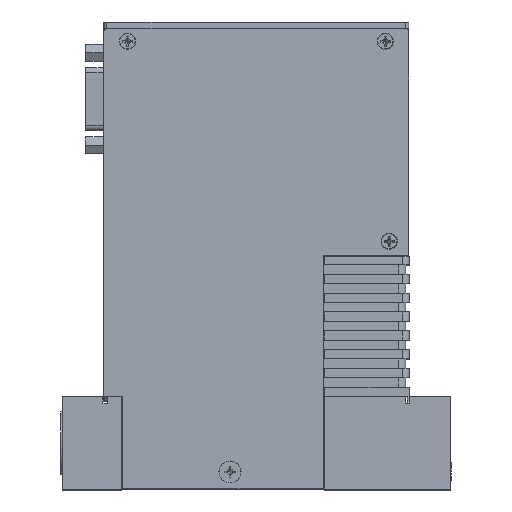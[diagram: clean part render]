
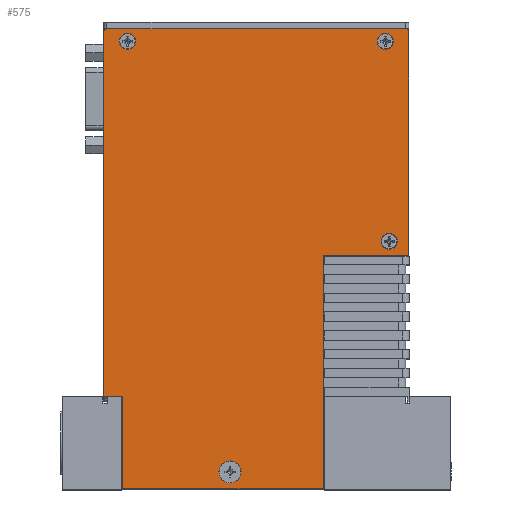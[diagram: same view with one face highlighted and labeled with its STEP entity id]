
A CAD part, top view. The second image highlights one B-rep face of the part: STEP entity #575.
In plain terms, the highlighted planar face has unit normal (0, 0, 1).
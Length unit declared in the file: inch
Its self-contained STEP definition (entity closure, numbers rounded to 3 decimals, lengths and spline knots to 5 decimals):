
#13=DIRECTION('',(0.,1.,0.));
#14=VECTOR('',#13,0.975);
#15=CARTESIAN_POINT('',(0.2,-0.98,0.));
#16=LINE('',#15,#14);
#17=CARTESIAN_POINT('',(0.195,-0.005,0.));
#18=DIRECTION('',(0.,0.,1.));
#19=DIRECTION('',(1.,0.,0.));
#20=AXIS2_PLACEMENT_3D('',#17,#18,#19);
#22=DIRECTION('',(0.,1.,0.));
#23=VECTOR('',#22,3.875);
#24=CARTESIAN_POINT('',(0.,0.,0.));
#25=LINE('',#24,#23);
#26=CARTESIAN_POINT('',(0.035,3.875,0.));
#27=DIRECTION('',(0.,0.,-1.));
#28=DIRECTION('',(-1.,0.,0.));
#29=AXIS2_PLACEMENT_3D('',#26,#27,#28);
#31=DIRECTION('',(1.,0.,0.));
#32=VECTOR('',#31,3.17);
#33=CARTESIAN_POINT('',(0.035,3.91,0.));
#34=LINE('',#33,#32);
#35=CARTESIAN_POINT('',(3.205,3.875,0.));
#36=DIRECTION('',(0.,0.,-1.));
#37=DIRECTION('',(0.,1.,0.));
#38=AXIS2_PLACEMENT_3D('',#35,#36,#37);
#40=DIRECTION('',(-1.,0.,0.));
#41=VECTOR('',#40,0.905);
#42=CARTESIAN_POINT('',(3.24,1.5,0.));
#43=LINE('',#42,#41);
#44=CARTESIAN_POINT('',(2.335,1.495,0.));
#45=DIRECTION('',(0.,0.,1.));
#46=DIRECTION('',(0.,1.,0.));
#47=AXIS2_PLACEMENT_3D('',#44,#45,#46);
#49=DIRECTION('',(-1.,0.,0.));
#50=VECTOR('',#49,2.13);
#51=CARTESIAN_POINT('',(2.33,-0.98,0.));
#52=LINE('',#51,#50);
#53=CARTESIAN_POINT('',(2.99,3.775,0.));
#54=DIRECTION('',(0.,0.,1.));
#55=DIRECTION('',(-1.,0.,0.));
#56=AXIS2_PLACEMENT_3D('',#53,#54,#55);
#58=CARTESIAN_POINT('',(2.99,3.775,0.));
#59=DIRECTION('',(0.,0.,1.));
#60=DIRECTION('',(1.,0.,0.));
#61=AXIS2_PLACEMENT_3D('',#58,#59,#60);
#63=CARTESIAN_POINT('',(1.34,-0.8,0.));
#64=DIRECTION('',(0.,0.,1.));
#65=DIRECTION('',(-1.,0.,0.));
#66=AXIS2_PLACEMENT_3D('',#63,#64,#65);
#68=CARTESIAN_POINT('',(1.34,-0.8,0.));
#69=DIRECTION('',(0.,0.,1.));
#70=DIRECTION('',(1.,0.,0.));
#71=AXIS2_PLACEMENT_3D('',#68,#69,#70);
#73=CARTESIAN_POINT('',(0.25,3.775,0.));
#74=DIRECTION('',(0.,0.,1.));
#75=DIRECTION('',(-1.,0.,0.));
#76=AXIS2_PLACEMENT_3D('',#73,#74,#75);
#78=CARTESIAN_POINT('',(0.25,3.775,0.));
#79=DIRECTION('',(0.,0.,1.));
#80=DIRECTION('',(1.,0.,0.));
#81=AXIS2_PLACEMENT_3D('',#78,#79,#80);
#83=CARTESIAN_POINT('',(3.03,1.65,0.));
#84=DIRECTION('',(0.,0.,1.));
#85=DIRECTION('',(-1.,0.,0.));
#86=AXIS2_PLACEMENT_3D('',#83,#84,#85);
#88=CARTESIAN_POINT('',(3.03,1.65,0.));
#89=DIRECTION('',(0.,0.,1.));
#90=DIRECTION('',(1.,0.,0.));
#91=AXIS2_PLACEMENT_3D('',#88,#89,#90);
#117=DIRECTION('',(1.,0.,0.));
#118=VECTOR('',#117,0.195);
#119=CARTESIAN_POINT('',(0.,0.,0.));
#120=LINE('',#119,#118);
#205=DIRECTION('',(0.,1.,0.));
#206=VECTOR('',#205,2.475);
#207=CARTESIAN_POINT('',(2.33,-0.98,0.));
#208=LINE('',#207,#206);
#225=DIRECTION('',(0.,1.,0.));
#226=VECTOR('',#225,2.375);
#227=CARTESIAN_POINT('',(3.24,1.5,0.));
#228=LINE('',#227,#226);
#366=CARTESIAN_POINT('',(0.035,3.91,0.));
#368=VERTEX_POINT('',#366);
#371=CARTESIAN_POINT('',(3.205,3.91,0.));
#372=VERTEX_POINT('',#371);
#373=CARTESIAN_POINT('',(0.,3.875,0.));
#375=VERTEX_POINT('',#373);
#377=CARTESIAN_POINT('',(0.,0.,0.));
#378=VERTEX_POINT('',#377);
#381=CARTESIAN_POINT('',(0.2,-0.98,0.));
#382=CARTESIAN_POINT('',(0.2,-0.005,0.));
#383=VERTEX_POINT('',#381);
#384=VERTEX_POINT('',#382);
#385=CARTESIAN_POINT('',(0.195,0.,0.));
#386=VERTEX_POINT('',#385);
#387=CARTESIAN_POINT('',(3.24,3.875,0.));
#388=VERTEX_POINT('',#387);
#389=CARTESIAN_POINT('',(3.24,1.5,0.));
#390=VERTEX_POINT('',#389);
#391=CARTESIAN_POINT('',(2.335,1.5,0.));
#392=VERTEX_POINT('',#391);
#393=CARTESIAN_POINT('',(2.33,1.495,0.));
#394=VERTEX_POINT('',#393);
#395=CARTESIAN_POINT('',(2.33,-0.98,0.));
#396=VERTEX_POINT('',#395);
#397=CARTESIAN_POINT('',(2.904,3.775,0.));
#398=CARTESIAN_POINT('',(3.076,3.775,0.));
#399=VERTEX_POINT('',#397);
#400=VERTEX_POINT('',#398);
#401=CARTESIAN_POINT('',(1.2225,-0.8,0.));
#402=CARTESIAN_POINT('',(1.4575,-0.8,0.));
#403=VERTEX_POINT('',#401);
#404=VERTEX_POINT('',#402);
#405=CARTESIAN_POINT('',(0.164,3.775,0.));
#406=CARTESIAN_POINT('',(0.336,3.775,0.));
#407=VERTEX_POINT('',#405);
#408=VERTEX_POINT('',#406);
#409=CARTESIAN_POINT('',(2.944,1.65,0.));
#410=CARTESIAN_POINT('',(3.116,1.65,0.));
#411=VERTEX_POINT('',#409);
#412=VERTEX_POINT('',#410);
#523=CARTESIAN_POINT('',(0.,0.,0.));
#524=DIRECTION('',(0.,0.,1.));
#525=DIRECTION('',(1.,0.,0.));
#526=AXIS2_PLACEMENT_3D('',#523,#524,#525);
#527=PLANE('',#526);
#529=ORIENTED_EDGE('',*,*,#528,.T.);
#531=ORIENTED_EDGE('',*,*,#530,.T.);
#533=ORIENTED_EDGE('',*,*,#532,.F.);
#534=ORIENTED_EDGE('',*,*,#514,.T.);
#535=ORIENTED_EDGE('',*,*,#503,.T.);
#536=ORIENTED_EDGE('',*,*,#488,.T.);
#538=ORIENTED_EDGE('',*,*,#537,.T.);
#540=ORIENTED_EDGE('',*,*,#539,.F.);
#542=ORIENTED_EDGE('',*,*,#541,.T.);
#544=ORIENTED_EDGE('',*,*,#543,.T.);
#546=ORIENTED_EDGE('',*,*,#545,.F.);
#548=ORIENTED_EDGE('',*,*,#547,.T.);
#549=EDGE_LOOP('',(#529,#531,#533,#534,#535,#536,#538,#540,#542,#544,#546,
#548));
#550=FACE_OUTER_BOUND('',#549,.F.);
#552=ORIENTED_EDGE('',*,*,#551,.T.);
#554=ORIENTED_EDGE('',*,*,#553,.T.);
#555=EDGE_LOOP('',(#552,#554));
#556=FACE_BOUND('',#555,.F.);
#558=ORIENTED_EDGE('',*,*,#557,.T.);
#560=ORIENTED_EDGE('',*,*,#559,.T.);
#561=EDGE_LOOP('',(#558,#560));
#562=FACE_BOUND('',#561,.F.);
#564=ORIENTED_EDGE('',*,*,#563,.T.);
#566=ORIENTED_EDGE('',*,*,#565,.T.);
#567=EDGE_LOOP('',(#564,#566));
#568=FACE_BOUND('',#567,.F.);
#570=ORIENTED_EDGE('',*,*,#569,.T.);
#572=ORIENTED_EDGE('',*,*,#571,.T.);
#573=EDGE_LOOP('',(#570,#572));
#574=FACE_BOUND('',#573,.F.);
#575=ADVANCED_FACE('',(#550,#556,#562,#568,#574),#527,.T.);
#21=CIRCLE('',#20,0.005);
#30=CIRCLE('',#29,0.035);
#39=CIRCLE('',#38,0.035);
#48=CIRCLE('',#47,0.005);
#57=CIRCLE('',#56,0.086);
#62=CIRCLE('',#61,0.086);
#67=CIRCLE('',#66,0.1175);
#72=CIRCLE('',#71,0.1175);
#77=CIRCLE('',#76,0.086);
#82=CIRCLE('',#81,0.086);
#87=CIRCLE('',#86,0.086);
#92=CIRCLE('',#91,0.086);
#488=EDGE_CURVE('',#368,#372,#34,.T.);
#503=EDGE_CURVE('',#375,#368,#30,.T.);
#514=EDGE_CURVE('',#378,#375,#25,.T.);
#528=EDGE_CURVE('',#383,#384,#16,.T.);
#530=EDGE_CURVE('',#384,#386,#21,.T.);
#532=EDGE_CURVE('',#378,#386,#120,.T.);
#537=EDGE_CURVE('',#372,#388,#39,.T.);
#539=EDGE_CURVE('',#390,#388,#228,.T.);
#541=EDGE_CURVE('',#390,#392,#43,.T.);
#543=EDGE_CURVE('',#392,#394,#48,.T.);
#545=EDGE_CURVE('',#396,#394,#208,.T.);
#547=EDGE_CURVE('',#396,#383,#52,.T.);
#551=EDGE_CURVE('',#399,#400,#57,.T.);
#553=EDGE_CURVE('',#400,#399,#62,.T.);
#557=EDGE_CURVE('',#403,#404,#67,.T.);
#559=EDGE_CURVE('',#404,#403,#72,.T.);
#563=EDGE_CURVE('',#407,#408,#77,.T.);
#565=EDGE_CURVE('',#408,#407,#82,.T.);
#569=EDGE_CURVE('',#411,#412,#87,.T.);
#571=EDGE_CURVE('',#412,#411,#92,.T.);
